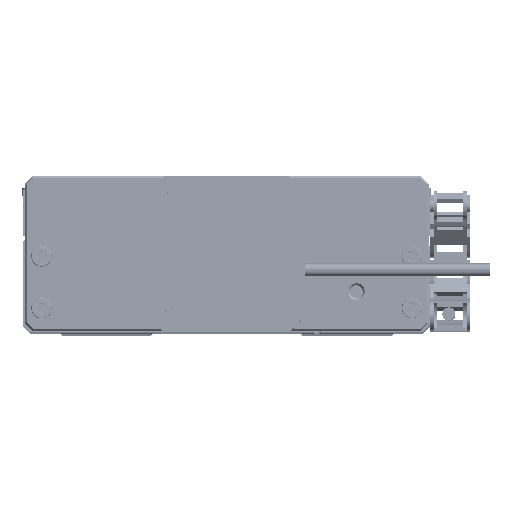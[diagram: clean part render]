
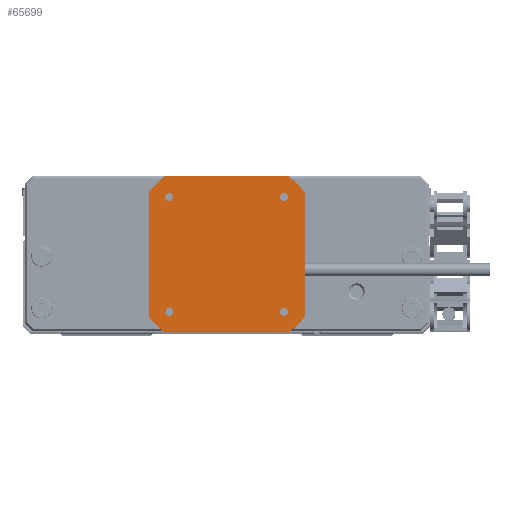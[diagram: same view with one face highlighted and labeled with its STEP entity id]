
A CAD part, top view. The second image highlights one B-rep face of the part: STEP entity #65699.
In plain terms, the highlighted face is planar.
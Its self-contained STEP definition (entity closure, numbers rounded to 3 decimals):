
#2268 = CARTESIAN_POINT ( 'NONE',  ( 15.494, 15.494, 5.878 ) ) ;
#2326 = AXIS2_PLACEMENT_3D ( 'NONE', #54887, #6766, #70065 ) ;
#2398 = EDGE_LOOP ( 'NONE', ( #36712, #14028 ) ) ;
#4123 = AXIS2_PLACEMENT_3D ( 'NONE', #80295, #45464, #67031 ) ;
#4884 = CIRCLE ( 'NONE', #73666, 1.092 ) ;
#5249 = CIRCLE ( 'NONE', #2326, 1.092 ) ;
#5252 = DIRECTION ( 'NONE',  ( 1., 0., 0. ) ) ;
#5624 = EDGE_CURVE ( 'NONE', #74209, #77652, #87423, .T. ) ;
#5719 = CARTESIAN_POINT ( 'NONE',  ( -21.082, -16.747, 5.878 ) ) ;
#6031 = DIRECTION ( 'NONE',  ( 0., 0., -1. ) ) ;
#6249 = ORIENTED_EDGE ( 'NONE', *, *, #35281, .F. ) ;
#6351 = AXIS2_PLACEMENT_3D ( 'NONE', #66005, #67356, #81085 ) ;
#6638 = CARTESIAN_POINT ( 'NONE',  ( 21.082, -21.082, 5.878 ) ) ;
#6766 = DIRECTION ( 'NONE',  ( 0., 0., -1. ) ) ;
#7044 = ORIENTED_EDGE ( 'NONE', *, *, #39549, .F. ) ;
#8674 = DIRECTION ( 'NONE',  ( 0., -1., 0. ) ) ;
#9052 = VERTEX_POINT ( 'NONE', #75800 ) ;
#9773 = ORIENTED_EDGE ( 'NONE', *, *, #38349, .T. ) ;
#11223 = DIRECTION ( 'NONE',  ( 0., 0., -1. ) ) ;
#13029 = LINE ( 'NONE', #90418, #54962 ) ;
#14028 = ORIENTED_EDGE ( 'NONE', *, *, #23532, .F. ) ;
#15386 = LINE ( 'NONE', #63931, #49212 ) ;
#16071 = DIRECTION ( 'NONE',  ( 0., 0., -1. ) ) ;
#16170 = EDGE_CURVE ( 'NONE', #47121, #68107, #15386, .T. ) ;
#16551 = CARTESIAN_POINT ( 'NONE',  ( 16.586, 15.494, 5.878 ) ) ;
#17311 = AXIS2_PLACEMENT_3D ( 'NONE', #56219, #41575, #70030 ) ;
#17335 = CIRCLE ( 'NONE', #4123, 26.924 ) ;
#17382 = FACE_OUTER_BOUND ( 'NONE', #47977, .T. ) ;
#17802 = CIRCLE ( 'NONE', #38270, 1.092 ) ;
#17814 = ORIENTED_EDGE ( 'NONE', *, *, #76096, .T. ) ;
#18078 = AXIS2_PLACEMENT_3D ( 'NONE', #33131, #6031, #53688 ) ;
#18546 = CARTESIAN_POINT ( 'NONE',  ( 14.402, 15.494, 5.878 ) ) ;
#19123 = EDGE_LOOP ( 'NONE', ( #7044, #79120 ) ) ;
#21649 = AXIS2_PLACEMENT_3D ( 'NONE', #47285, #75252, #88488 ) ;
#21851 = CARTESIAN_POINT ( 'NONE',  ( -14.402, -15.494, 5.878 ) ) ;
#22297 = DIRECTION ( 'NONE',  ( 1., 0., 0. ) ) ;
#23532 = EDGE_CURVE ( 'NONE', #77652, #74209, #17802, .T. ) ;
#23587 = ORIENTED_EDGE ( 'NONE', *, *, #42327, .F. ) ;
#24287 = FACE_BOUND ( 'NONE', #2398, .T. ) ;
#26061 = VERTEX_POINT ( 'NONE', #26408 ) ;
#26408 = CARTESIAN_POINT ( 'NONE',  ( 14.402, -15.494, 5.878 ) ) ;
#27939 = CARTESIAN_POINT ( 'NONE',  ( -16.586, -15.494, 5.878 ) ) ;
#28345 = CIRCLE ( 'NONE', #64941, 1.092 ) ;
#28745 = CARTESIAN_POINT ( 'NONE',  ( 15.494, -15.494, 5.878 ) ) ;
#29517 = ORIENTED_EDGE ( 'NONE', *, *, #50541, .F. ) ;
#30517 = EDGE_CURVE ( 'NONE', #47799, #88032, #28345, .T. ) ;
#30830 = CARTESIAN_POINT ( 'NONE',  ( 0., 0., 5.878 ) ) ;
#33122 = EDGE_CURVE ( 'NONE', #90430, #88812, #5249, .T. ) ;
#33131 = CARTESIAN_POINT ( 'NONE',  ( 0., 0., 5.878 ) ) ;
#34630 = DIRECTION ( 'NONE',  ( 0., -1., 0. ) ) ;
#35281 = EDGE_CURVE ( 'NONE', #69776, #47878, #42173, .T. ) ;
#36502 = DIRECTION ( 'NONE',  ( 0., 0., -1. ) ) ;
#36712 = ORIENTED_EDGE ( 'NONE', *, *, #5624, .F. ) ;
#36769 = VERTEX_POINT ( 'NONE', #64851 ) ;
#37107 = CARTESIAN_POINT ( 'NONE',  ( -21.082, -21.082, 5.878 ) ) ;
#37175 = EDGE_CURVE ( 'NONE', #68107, #36769, #45876, .T. ) ;
#38270 = AXIS2_PLACEMENT_3D ( 'NONE', #51579, #11223, #39175 ) ;
#38349 = EDGE_CURVE ( 'NONE', #74959, #9052, #63705, .T. ) ;
#39175 = DIRECTION ( 'NONE',  ( 1., 0., 0. ) ) ;
#39279 = CARTESIAN_POINT ( 'NONE',  ( -21.082, 16.747, 5.878 ) ) ;
#39549 = EDGE_CURVE ( 'NONE', #88812, #90430, #44939, .T. ) ;
#39615 = CARTESIAN_POINT ( 'NONE',  ( -15.494, 15.494, 5.878 ) ) ;
#39760 = DIRECTION ( 'NONE',  ( 1., 0., 0. ) ) ;
#41166 = DIRECTION ( 'NONE',  ( 0., 0., 1. ) ) ;
#41575 = DIRECTION ( 'NONE',  ( 0., 0., -1. ) ) ;
#41924 = LINE ( 'NONE', #6638, #55568 ) ;
#42173 = LINE ( 'NONE', #37107, #70186 ) ;
#42327 = EDGE_CURVE ( 'NONE', #88032, #47799, #4884, .T. ) ;
#42703 = EDGE_CURVE ( 'NONE', #69776, #47121, #45891, .T. ) ;
#44939 = CIRCLE ( 'NONE', #56650, 1.092 ) ;
#45464 = DIRECTION ( 'NONE',  ( 0., 0., -1. ) ) ;
#45876 = CIRCLE ( 'NONE', #6351, 26.924 ) ;
#45891 = CIRCLE ( 'NONE', #18078, 26.924 ) ;
#47121 = VERTEX_POINT ( 'NONE', #78854 ) ;
#47285 = CARTESIAN_POINT ( 'NONE',  ( -15.494, -15.494, 5.878 ) ) ;
#47799 = VERTEX_POINT ( 'NONE', #73174 ) ;
#47878 = VERTEX_POINT ( 'NONE', #5719 ) ;
#47977 = EDGE_LOOP ( 'NONE', ( #17814, #6249, #88543, #63446, #64568, #60249, #9773, #29517 ) ) ;
#48256 = EDGE_LOOP ( 'NONE', ( #69462, #51900 ) ) ;
#49212 = VECTOR ( 'NONE', #57967, 1000. ) ;
#49345 = ORIENTED_EDGE ( 'NONE', *, *, #30517, .F. ) ;
#49683 = CARTESIAN_POINT ( 'NONE',  ( -16.747, -21.082, 5.878 ) ) ;
#50541 = EDGE_CURVE ( 'NONE', #62725, #9052, #13029, .T. ) ;
#51579 = CARTESIAN_POINT ( 'NONE',  ( -15.494, -15.494, 5.878 ) ) ;
#51900 = ORIENTED_EDGE ( 'NONE', *, *, #70052, .F. ) ;
#52189 = FACE_BOUND ( 'NONE', #58050, .T. ) ;
#52337 = DIRECTION ( 'NONE',  ( 1., 0., 0. ) ) ;
#53688 = DIRECTION ( 'NONE',  ( 1., 0., 0. ) ) ;
#53976 = CARTESIAN_POINT ( 'NONE',  ( -21.082, -21.082, 5.878 ) ) ;
#54243 = DIRECTION ( 'NONE',  ( 1., 0., 0. ) ) ;
#54887 = CARTESIAN_POINT ( 'NONE',  ( 15.494, 15.494, 5.878 ) ) ;
#54962 = VECTOR ( 'NONE', #54243, 1000. ) ;
#55568 = VECTOR ( 'NONE', #34630, 1000. ) ;
#56219 = CARTESIAN_POINT ( 'NONE',  ( 15.494, -15.494, 5.878 ) ) ;
#56650 = AXIS2_PLACEMENT_3D ( 'NONE', #2268, #16071, #72006 ) ;
#57428 = CARTESIAN_POINT ( 'NONE',  ( 21.082, -16.747, 5.878 ) ) ;
#57967 = DIRECTION ( 'NONE',  ( 1., 0., 0. ) ) ;
#58050 = EDGE_LOOP ( 'NONE', ( #23587, #49345 ) ) ;
#58756 = DIRECTION ( 'NONE',  ( 0., 0., -1. ) ) ;
#59062 = FACE_BOUND ( 'NONE', #19123, .T. ) ;
#60249 = ORIENTED_EDGE ( 'NONE', *, *, #67432, .T. ) ;
#61258 = CIRCLE ( 'NONE', #17311, 1.092 ) ;
#61803 = CIRCLE ( 'NONE', #69187, 1.092 ) ;
#62725 = VERTEX_POINT ( 'NONE', #49683 ) ;
#63148 = EDGE_CURVE ( 'NONE', #26061, #69833, #61258, .T. ) ;
#63446 = ORIENTED_EDGE ( 'NONE', *, *, #16170, .T. ) ;
#63705 = CIRCLE ( 'NONE', #71090, 26.924 ) ;
#63931 = CARTESIAN_POINT ( 'NONE',  ( 17.907, 21.082, 5.878 ) ) ;
#64568 = ORIENTED_EDGE ( 'NONE', *, *, #37175, .T. ) ;
#64851 = CARTESIAN_POINT ( 'NONE',  ( 21.082, 16.747, 5.878 ) ) ;
#64941 = AXIS2_PLACEMENT_3D ( 'NONE', #83302, #89670, #39760 ) ;
#65699 = ADVANCED_FACE ( 'NONE', ( #59062, #87006, #17382, #24287, #52189 ), #73314, .F. ) ;
#66005 = CARTESIAN_POINT ( 'NONE',  ( 0., 0., 5.878 ) ) ;
#66477 = CARTESIAN_POINT ( 'NONE',  ( -16.586, 15.494, 5.878 ) ) ;
#66834 = CARTESIAN_POINT ( 'NONE',  ( 16.586, -15.494, 5.878 ) ) ;
#67031 = DIRECTION ( 'NONE',  ( 1., 0., 0. ) ) ;
#67356 = DIRECTION ( 'NONE',  ( 0., 0., -1. ) ) ;
#67432 = EDGE_CURVE ( 'NONE', #36769, #74959, #41924, .T. ) ;
#67607 = DIRECTION ( 'NONE',  ( 0., 0., -1. ) ) ;
#68107 = VERTEX_POINT ( 'NONE', #87343 ) ;
#69187 = AXIS2_PLACEMENT_3D ( 'NONE', #28745, #36502, #22297 ) ;
#69462 = ORIENTED_EDGE ( 'NONE', *, *, #63148, .F. ) ;
#69776 = VERTEX_POINT ( 'NONE', #39279 ) ;
#69833 = VERTEX_POINT ( 'NONE', #66834 ) ;
#70030 = DIRECTION ( 'NONE',  ( 1., 0., 0. ) ) ;
#70052 = EDGE_CURVE ( 'NONE', #69833, #26061, #61803, .T. ) ;
#70065 = DIRECTION ( 'NONE',  ( 1., 0., 0. ) ) ;
#70186 = VECTOR ( 'NONE', #8674, 1000. ) ;
#71090 = AXIS2_PLACEMENT_3D ( 'NONE', #30830, #58756, #52337 ) ;
#72006 = DIRECTION ( 'NONE',  ( 1., 0., 0. ) ) ;
#73174 = CARTESIAN_POINT ( 'NONE',  ( -14.402, 15.494, 5.878 ) ) ;
#73314 = PLANE ( 'NONE',  #90376 ) ;
#73666 = AXIS2_PLACEMENT_3D ( 'NONE', #39615, #67607, #5252 ) ;
#74209 = VERTEX_POINT ( 'NONE', #27939 ) ;
#74959 = VERTEX_POINT ( 'NONE', #57428 ) ;
#75252 = DIRECTION ( 'NONE',  ( 0., 0., -1. ) ) ;
#75800 = CARTESIAN_POINT ( 'NONE',  ( 16.747, -21.082, 5.878 ) ) ;
#76096 = EDGE_CURVE ( 'NONE', #62725, #47878, #17335, .T. ) ;
#77652 = VERTEX_POINT ( 'NONE', #21851 ) ;
#78854 = CARTESIAN_POINT ( 'NONE',  ( -16.747, 21.082, 5.878 ) ) ;
#79120 = ORIENTED_EDGE ( 'NONE', *, *, #33122, .F. ) ;
#80295 = CARTESIAN_POINT ( 'NONE',  ( 0., 0., 5.878 ) ) ;
#81085 = DIRECTION ( 'NONE',  ( 1., 0., 0. ) ) ;
#83302 = CARTESIAN_POINT ( 'NONE',  ( -15.494, 15.494, 5.878 ) ) ;
#87006 = FACE_BOUND ( 'NONE', #48256, .T. ) ;
#87343 = CARTESIAN_POINT ( 'NONE',  ( 16.747, 21.082, 5.878 ) ) ;
#87423 = CIRCLE ( 'NONE', #21649, 1.092 ) ;
#88032 = VERTEX_POINT ( 'NONE', #66477 ) ;
#88488 = DIRECTION ( 'NONE',  ( 1., 0., 0. ) ) ;
#88543 = ORIENTED_EDGE ( 'NONE', *, *, #42703, .T. ) ;
#88812 = VERTEX_POINT ( 'NONE', #18546 ) ;
#89670 = DIRECTION ( 'NONE',  ( 0., 0., -1. ) ) ;
#89700 = DIRECTION ( 'NONE',  ( 1., 0., 0. ) ) ;
#90376 = AXIS2_PLACEMENT_3D ( 'NONE', #53976, #41166, #89700 ) ;
#90418 = CARTESIAN_POINT ( 'NONE',  ( -21.082, -21.082, 5.878 ) ) ;
#90430 = VERTEX_POINT ( 'NONE', #16551 ) ;
